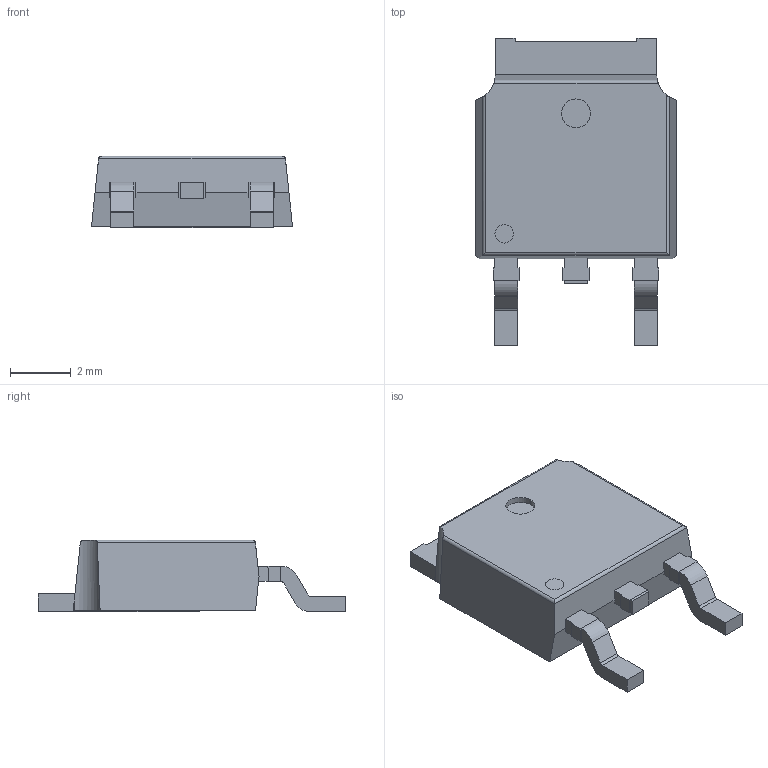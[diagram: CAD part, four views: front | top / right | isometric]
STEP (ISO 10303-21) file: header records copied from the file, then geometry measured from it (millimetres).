
FILE_DESCRIPTION (( 'STEP AP214' ), '1' );
FILE_NAME ('TO-252-2_L6.6-W6.1-P4.57-LS10.1-BR-CW.STEP', '2021-09-06T08:31:18', ( 'PC' ), ( 'Microsoft' ), 'SwSTEP 2.0', 'SolidWorks 2018', '' );
FILE_SCHEMA (( 'AUTOMOTIVE_DESIGN' ));
Length unit declared in the file: millimetre
Products named in the file (2): TO-252-2_L6.6-W6.1-P4.57-LS10.1-BR-CW
Bounding box: 6.6 x 10.1 x 2.35 mm (x, y, z)
Volume: 92.5 mm3; surface area: 162.5 mm2
Topology: 1 solids, 1 shells, 167 faces, 443 edges, 288 vertices
Faces by surface type: plane 128, cylinder 25, bspline 14
Entity records: 7718 total; most frequent: CARTESIAN_POINT 1779, ORIENTED_EDGE 886, DIRECTION 755, EDGE_CURVE 443, LINE 361, VECTOR 361, VERTEX_POINT 288, AXIS2_PLACEMENT_3D 197
